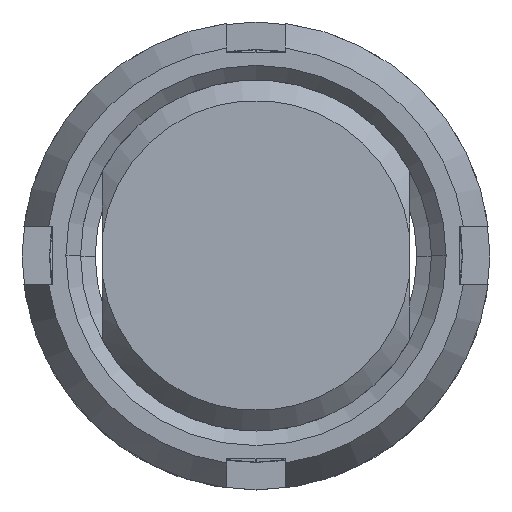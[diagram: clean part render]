
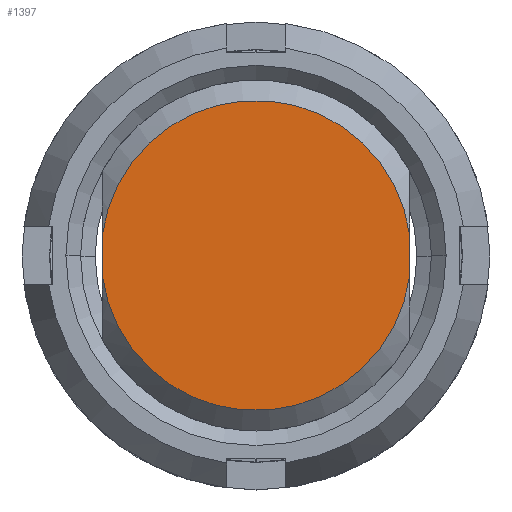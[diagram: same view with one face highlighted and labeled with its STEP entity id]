
A CAD part, top view. The second image highlights one B-rep face of the part: STEP entity #1397.
In plain terms, the highlighted planar face has unit normal (0, 0, 1).
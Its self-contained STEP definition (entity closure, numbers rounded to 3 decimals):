
#1275 = VERTEX_POINT('',#1276);
#1276 = CARTESIAN_POINT('',(5.25,0.726,19.69));
#1282 = EDGE_CURVE('',#1283,#1275,#1285,.T.);
#1283 = VERTEX_POINT('',#1284);
#1284 = CARTESIAN_POINT('',(5.25,-0.726,19.69));
#1285 = LINE('',#1286,#1287);
#1286 = CARTESIAN_POINT('',(5.25,-0.726,19.69));
#1287 = VECTOR('',#1288,1.);
#1288 = DIRECTION('',(0.,1.,0.));
#1315 = VERTEX_POINT('',#1316);
#1316 = CARTESIAN_POINT('',(-5.25,-0.726,19.69));
#1322 = EDGE_CURVE('',#1323,#1315,#1325,.T.);
#1323 = VERTEX_POINT('',#1324);
#1324 = CARTESIAN_POINT('',(-5.25,0.726,19.69));
#1325 = LINE('',#1326,#1327);
#1326 = CARTESIAN_POINT('',(-5.25,0.726,19.69));
#1327 = VECTOR('',#1328,1.);
#1328 = DIRECTION('',(0.,-1.,-0.));
#1397 = ADVANCED_FACE('',(#1398),#1416,.T.);
#1398 = FACE_BOUND('',#1399,.T.);
#1399 = EDGE_LOOP('',(#1400,#1401,#1408,#1409));
#1400 = ORIENTED_EDGE('',*,*,#1282,.T.);
#1401 = ORIENTED_EDGE('',*,*,#1402,.F.);
#1402 = EDGE_CURVE('',#1323,#1275,#1403,.T.);
#1403 = CIRCLE('',#1404,5.3);
#1404 = AXIS2_PLACEMENT_3D('',#1405,#1406,#1407);
#1405 = CARTESIAN_POINT('',(0.,0.,19.69));
#1406 = DIRECTION('',(0.,0.,-1.));
#1407 = DIRECTION('',(1.,0.,0.));
#1408 = ORIENTED_EDGE('',*,*,#1322,.T.);
#1409 = ORIENTED_EDGE('',*,*,#1410,.F.);
#1410 = EDGE_CURVE('',#1283,#1315,#1411,.T.);
#1411 = CIRCLE('',#1412,5.3);
#1412 = AXIS2_PLACEMENT_3D('',#1413,#1414,#1415);
#1413 = CARTESIAN_POINT('',(0.,0.,19.69));
#1414 = DIRECTION('',(0.,0.,-1.));
#1415 = DIRECTION('',(1.,0.,0.));
#1416 = PLANE('',#1417);
#1417 = AXIS2_PLACEMENT_3D('',#1418,#1419,#1420);
#1418 = CARTESIAN_POINT('',(0.,0.,19.69));
#1419 = DIRECTION('',(0.,0.,1.));
#1420 = DIRECTION('',(0.,-1.,-0.));
